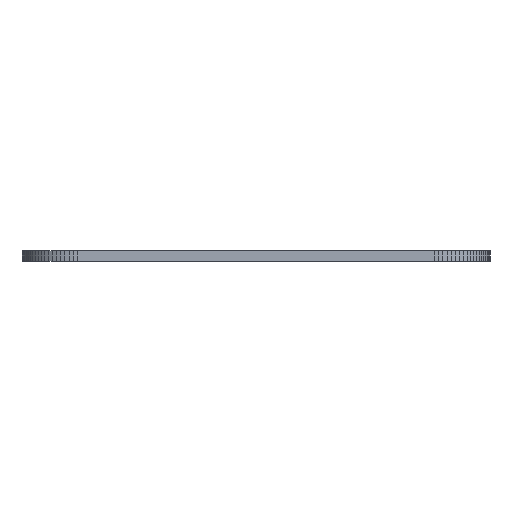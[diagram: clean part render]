
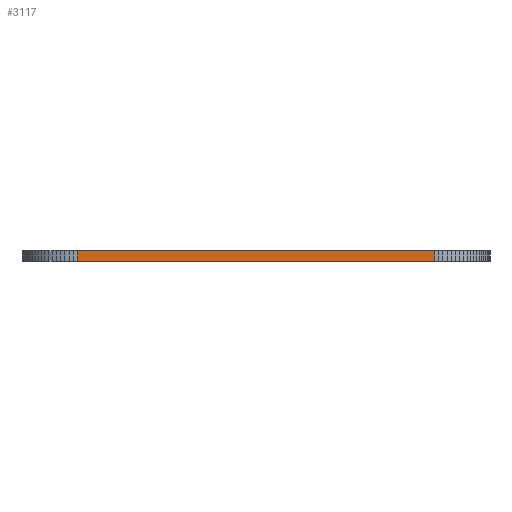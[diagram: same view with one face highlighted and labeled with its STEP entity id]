
A CAD part, front view. The second image highlights one B-rep face of the part: STEP entity #3117.
In plain terms, the highlighted planar face has unit normal (0, -1, 0).
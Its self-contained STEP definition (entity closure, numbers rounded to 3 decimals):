
#59 = CARTESIAN_POINT ( 'NONE',  ( 2.993, -4.744, 1.5 ) ) ;
#167 = EDGE_CURVE ( 'NONE', #1597, #2733, #1440, .T. ) ;
#267 = VECTOR ( 'NONE', #884, 1000. ) ;
#694 = ORIENTED_EDGE ( 'NONE', *, *, #3368, .T. ) ;
#750 = ORIENTED_EDGE ( 'NONE', *, *, #167, .F. ) ;
#798 = EDGE_CURVE ( 'NONE', #3701, #1597, #3731, .T. ) ;
#884 = DIRECTION ( 'NONE',  ( 0., 0., -1. ) ) ;
#898 = EDGE_LOOP ( 'NONE', ( #750, #2907, #1196, #694 ) ) ;
#1046 = DIRECTION ( 'NONE',  ( -1., 0., 0. ) ) ;
#1129 = CARTESIAN_POINT ( 'NONE',  ( 0., -4.744, 0. ) ) ;
#1196 = ORIENTED_EDGE ( 'NONE', *, *, #3703, .T. ) ;
#1330 = PLANE ( 'NONE',  #2508 ) ;
#1374 = LINE ( 'NONE', #2496, #2235 ) ;
#1440 = LINE ( 'NONE', #1129, #2883 ) ;
#1597 = VERTEX_POINT ( 'NONE', #2349 ) ;
#1642 = VECTOR ( 'NONE', #2935, 1000. ) ;
#1694 = CARTESIAN_POINT ( 'NONE',  ( 54.347, -4.744, 1.5 ) ) ;
#1960 = DIRECTION ( 'NONE',  ( -1., 0., 0. ) ) ;
#2138 = CARTESIAN_POINT ( 'NONE',  ( 0., -4.744, 1.5 ) ) ;
#2235 = VECTOR ( 'NONE', #1046, 1000. ) ;
#2319 = CARTESIAN_POINT ( 'NONE',  ( 2.993, -4.744, 1.5 ) ) ;
#2349 = CARTESIAN_POINT ( 'NONE',  ( 54.347, -4.744, 0. ) ) ;
#2485 = DIRECTION ( 'NONE',  ( 0., -1., 0. ) ) ;
#2496 = CARTESIAN_POINT ( 'NONE',  ( 0., -4.744, 1.5 ) ) ;
#2508 = AXIS2_PLACEMENT_3D ( 'NONE', #2138, #2485, #2786 ) ;
#2733 = VERTEX_POINT ( 'NONE', #3590 ) ;
#2751 = FACE_OUTER_BOUND ( 'NONE', #898, .T. ) ;
#2786 = DIRECTION ( 'NONE',  ( 0., 0., -1. ) ) ;
#2883 = VECTOR ( 'NONE', #1960, 1000. ) ;
#2907 = ORIENTED_EDGE ( 'NONE', *, *, #798, .F. ) ;
#2935 = DIRECTION ( 'NONE',  ( 0., 0., -1. ) ) ;
#3117 = ADVANCED_FACE ( 'NONE', ( #2751 ), #1330, .T. ) ;
#3196 = LINE ( 'NONE', #2319, #1642 ) ;
#3368 = EDGE_CURVE ( 'NONE', #3430, #2733, #3196, .T. ) ;
#3430 = VERTEX_POINT ( 'NONE', #59 ) ;
#3590 = CARTESIAN_POINT ( 'NONE',  ( 2.993, -4.744, 0. ) ) ;
#3638 = CARTESIAN_POINT ( 'NONE',  ( 54.347, -4.744, 1.5 ) ) ;
#3701 = VERTEX_POINT ( 'NONE', #3638 ) ;
#3703 = EDGE_CURVE ( 'NONE', #3701, #3430, #1374, .T. ) ;
#3731 = LINE ( 'NONE', #1694, #267 ) ;
